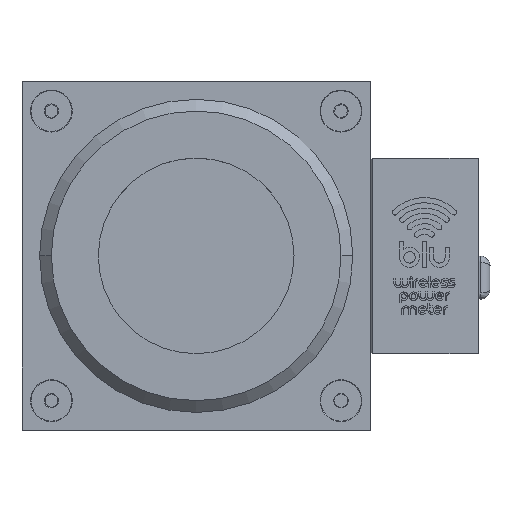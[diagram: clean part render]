
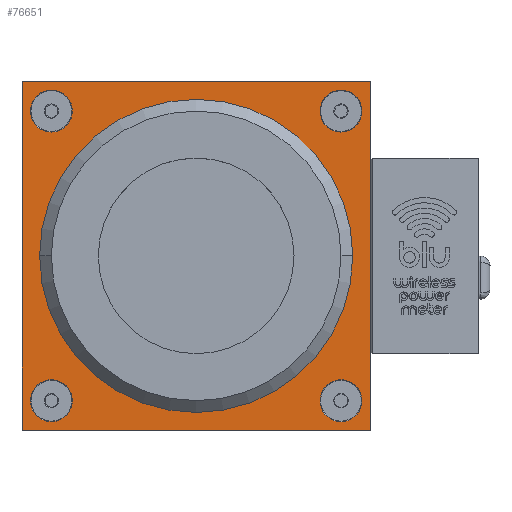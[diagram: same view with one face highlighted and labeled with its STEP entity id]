
A CAD part, top view. The second image highlights one B-rep face of the part: STEP entity #76651.
In plain terms, the highlighted planar face has unit normal (0, 0, 1).
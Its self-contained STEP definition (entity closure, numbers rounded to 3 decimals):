
#727 = EDGE_CURVE ( 'NONE', #92063, #56243, #61790, .T. ) ;
#1214 = ORIENTED_EDGE ( 'NONE', *, *, #40512, .F. ) ;
#1573 = VERTEX_POINT ( 'NONE', #50998 ) ;
#1725 = DIRECTION ( 'NONE',  ( 0., 0., 1. ) ) ;
#2721 = CARTESIAN_POINT ( 'NONE',  ( -33.31, -16.61, 106.55 ) ) ;
#2845 = CARTESIAN_POINT ( 'NONE',  ( -40.81, 64.89, 106.55 ) ) ;
#3232 = CARTESIAN_POINT ( 'NONE',  ( 46.037, 57.39, 106.55 ) ) ;
#3258 = EDGE_CURVE ( 'NONE', #15633, #8828, #23760, .T. ) ;
#3492 = EDGE_LOOP ( 'NONE', ( #1214, #7233 ) ) ;
#4349 = CIRCLE ( 'NONE', #87174, 40. ) ;
#5896 = EDGE_CURVE ( 'NONE', #19093, #26017, #18958, .T. ) ;
#6765 = ORIENTED_EDGE ( 'NONE', *, *, #44023, .T. ) ;
#7233 = ORIENTED_EDGE ( 'NONE', *, *, #45689, .F. ) ;
#8828 = VERTEX_POINT ( 'NONE', #43431 ) ;
#9522 = CARTESIAN_POINT ( 'NONE',  ( 48.19, -24.11, 106.55 ) ) ;
#10191 = DIRECTION ( 'NONE',  ( 1., 0., 0. ) ) ;
#11744 = CARTESIAN_POINT ( 'NONE',  ( 40.69, 57.39, 106.55 ) ) ;
#11850 = VERTEX_POINT ( 'NONE', #81001 ) ;
#12215 = VERTEX_POINT ( 'NONE', #91419 ) ;
#13011 = DIRECTION ( 'NONE',  ( 1., 0., 0. ) ) ;
#14053 = CARTESIAN_POINT ( 'NONE',  ( 43.69, 20.39, 106.55 ) ) ;
#14602 = CARTESIAN_POINT ( 'NONE',  ( 40.69, -16.61, 106.55 ) ) ;
#14788 = CARTESIAN_POINT ( 'NONE',  ( -40.81, -24.11, 106.55 ) ) ;
#15633 = VERTEX_POINT ( 'NONE', #3232 ) ;
#15930 = CARTESIAN_POINT ( 'NONE',  ( -33.31, -16.61, 106.55 ) ) ;
#16251 = CARTESIAN_POINT ( 'NONE',  ( 48.19, 64.89, 106.55 ) ) ;
#16451 = DIRECTION ( 'NONE',  ( 0., 0., 1. ) ) ;
#16601 = EDGE_CURVE ( 'NONE', #8828, #15633, #91977, .T. ) ;
#16695 = AXIS2_PLACEMENT_3D ( 'NONE', #23190, #68689, #38229 ) ;
#16770 = DIRECTION ( 'NONE',  ( 0., 0., 1. ) ) ;
#18067 = LINE ( 'NONE', #24784, #22805 ) ;
#18888 = CIRCLE ( 'NONE', #35707, 5.347 ) ;
#18958 = CIRCLE ( 'NONE', #56368, 40. ) ;
#19093 = VERTEX_POINT ( 'NONE', #14053 ) ;
#20491 = DIRECTION ( 'NONE',  ( 0., 1., 0. ) ) ;
#20835 = DIRECTION ( 'NONE',  ( 0., -1., 0. ) ) ;
#22805 = VECTOR ( 'NONE', #68696, 1000. ) ;
#22900 = EDGE_LOOP ( 'NONE', ( #32540, #92605 ) ) ;
#23190 = CARTESIAN_POINT ( 'NONE',  ( 40.69, -16.61, 106.55 ) ) ;
#23453 = VECTOR ( 'NONE', #20835, 1000. ) ;
#23760 = CIRCLE ( 'NONE', #68716, 5.347 ) ;
#24784 = CARTESIAN_POINT ( 'NONE',  ( -40.81, -24.11, 106.55 ) ) ;
#24945 = DIRECTION ( 'NONE',  ( 0., 0., 1. ) ) ;
#25403 = FACE_BOUND ( 'NONE', #45946, .T. ) ;
#26017 = VERTEX_POINT ( 'NONE', #46630 ) ;
#27731 = FACE_BOUND ( 'NONE', #3492, .T. ) ;
#28662 = CARTESIAN_POINT ( 'NONE',  ( -40.81, 64.89, 106.55 ) ) ;
#29146 = CARTESIAN_POINT ( 'NONE',  ( -40.81, -24.11, 106.55 ) ) ;
#31217 = EDGE_CURVE ( 'NONE', #12215, #58254, #87860, .T. ) ;
#31807 = DIRECTION ( 'NONE',  ( 1., 0., 0. ) ) ;
#32435 = FACE_BOUND ( 'NONE', #22900, .T. ) ;
#32540 = ORIENTED_EDGE ( 'NONE', *, *, #37955, .F. ) ;
#33096 = AXIS2_PLACEMENT_3D ( 'NONE', #84774, #1725, #39622 ) ;
#33262 = AXIS2_PLACEMENT_3D ( 'NONE', #61356, #16451, #31807 ) ;
#33419 = DIRECTION ( 'NONE',  ( 0., 0., 1. ) ) ;
#34286 = EDGE_CURVE ( 'NONE', #65826, #80884, #57774, .T. ) ;
#35707 = AXIS2_PLACEMENT_3D ( 'NONE', #14602, #83306, #75117 ) ;
#37040 = CARTESIAN_POINT ( 'NONE',  ( -38.657, 57.39, 106.55 ) ) ;
#37146 = FACE_BOUND ( 'NONE', #42155, .T. ) ;
#37345 = DIRECTION ( 'NONE',  ( 0., 0., 1. ) ) ;
#37803 = ORIENTED_EDGE ( 'NONE', *, *, #87481, .T. ) ;
#37955 = EDGE_CURVE ( 'NONE', #26017, #19093, #4349, .T. ) ;
#38229 = DIRECTION ( 'NONE',  ( 1., 0., 0. ) ) ;
#38261 = EDGE_CURVE ( 'NONE', #56243, #92063, #89798, .T. ) ;
#38323 = PLANE ( 'NONE',  #50864 ) ;
#39622 = DIRECTION ( 'NONE',  ( 1., 0., 0. ) ) ;
#40512 = EDGE_CURVE ( 'NONE', #11850, #1573, #72218, .T. ) ;
#40904 = DIRECTION ( 'NONE',  ( 1., 0., 0. ) ) ;
#42155 = EDGE_LOOP ( 'NONE', ( #91051, #90791 ) ) ;
#42156 = DIRECTION ( 'NONE',  ( 1., 0., 0. ) ) ;
#43328 = LINE ( 'NONE', #28662, #23453 ) ;
#43431 = CARTESIAN_POINT ( 'NONE',  ( 35.343, 57.39, 106.55 ) ) ;
#43460 = EDGE_LOOP ( 'NONE', ( #95985, #6765, #37803, #93787 ) ) ;
#44023 = EDGE_CURVE ( 'NONE', #86736, #85172, #18067, .T. ) ;
#44196 = CARTESIAN_POINT ( 'NONE',  ( 46.037, -16.61, 106.55 ) ) ;
#44831 = VECTOR ( 'NONE', #73672, 1000. ) ;
#45689 = EDGE_CURVE ( 'NONE', #1573, #11850, #63367, .T. ) ;
#45946 = EDGE_LOOP ( 'NONE', ( #61861, #77157 ) ) ;
#46345 = DIRECTION ( 'NONE',  ( 1., 0., 0. ) ) ;
#46630 = CARTESIAN_POINT ( 'NONE',  ( -36.31, 20.39, 106.55 ) ) ;
#47194 = CARTESIAN_POINT ( 'NONE',  ( -33.31, 57.39, 106.55 ) ) ;
#50264 = CARTESIAN_POINT ( 'NONE',  ( 48.19, 64.89, 106.55 ) ) ;
#50864 = AXIS2_PLACEMENT_3D ( 'NONE', #14788, #37345, #60031 ) ;
#50998 = CARTESIAN_POINT ( 'NONE',  ( -38.657, -16.61, 106.55 ) ) ;
#55741 = EDGE_CURVE ( 'NONE', #58254, #12215, #18888, .T. ) ;
#55883 = CARTESIAN_POINT ( 'NONE',  ( -27.963, 57.39, 106.55 ) ) ;
#56243 = VERTEX_POINT ( 'NONE', #37040 ) ;
#56368 = AXIS2_PLACEMENT_3D ( 'NONE', #86305, #56565, #13011 ) ;
#56565 = DIRECTION ( 'NONE',  ( 0., 0., 1. ) ) ;
#57109 = FACE_OUTER_BOUND ( 'NONE', #43460, .T. ) ;
#57696 = CARTESIAN_POINT ( 'NONE',  ( -40.81, 64.89, 106.55 ) ) ;
#57774 = LINE ( 'NONE', #57696, #44831 ) ;
#58254 = VERTEX_POINT ( 'NONE', #44196 ) ;
#60031 = DIRECTION ( 'NONE',  ( 1., 0., 0. ) ) ;
#60477 = VECTOR ( 'NONE', #20491, 1000. ) ;
#60590 = ORIENTED_EDGE ( 'NONE', *, *, #727, .F. ) ;
#61356 = CARTESIAN_POINT ( 'NONE',  ( -33.31, 57.39, 106.55 ) ) ;
#61790 = CIRCLE ( 'NONE', #92882, 5.347 ) ;
#61861 = ORIENTED_EDGE ( 'NONE', *, *, #3258, .F. ) ;
#62318 = CARTESIAN_POINT ( 'NONE',  ( 3.69, 20.39, 106.55 ) ) ;
#63367 = CIRCLE ( 'NONE', #88056, 5.347 ) ;
#64521 = DIRECTION ( 'NONE',  ( 0., 0., 1. ) ) ;
#65826 = VERTEX_POINT ( 'NONE', #16251 ) ;
#68689 = DIRECTION ( 'NONE',  ( 0., 0., 1. ) ) ;
#68696 = DIRECTION ( 'NONE',  ( 1., 0., 0. ) ) ;
#68716 = AXIS2_PLACEMENT_3D ( 'NONE', #11744, #64521, #42156 ) ;
#71123 = AXIS2_PLACEMENT_3D ( 'NONE', #15930, #75796, #46345 ) ;
#72218 = CIRCLE ( 'NONE', #71123, 5.347 ) ;
#73672 = DIRECTION ( 'NONE',  ( -1., 0., 0. ) ) ;
#75117 = DIRECTION ( 'NONE',  ( 1., 0., 0. ) ) ;
#75796 = DIRECTION ( 'NONE',  ( 0., 0., 1. ) ) ;
#76651 = ADVANCED_FACE ( 'NONE', ( #57109, #27731, #37146, #25403, #76955, #32435 ), #38323, .T. ) ;
#76657 = DIRECTION ( 'NONE',  ( 1., 0., 0. ) ) ;
#76955 = FACE_BOUND ( 'NONE', #78667, .T. ) ;
#77157 = ORIENTED_EDGE ( 'NONE', *, *, #16601, .F. ) ;
#77927 = LINE ( 'NONE', #50264, #60477 ) ;
#78667 = EDGE_LOOP ( 'NONE', ( #60590, #92587 ) ) ;
#80884 = VERTEX_POINT ( 'NONE', #2845 ) ;
#81001 = CARTESIAN_POINT ( 'NONE',  ( -27.963, -16.61, 106.55 ) ) ;
#83306 = DIRECTION ( 'NONE',  ( 0., 0., 1. ) ) ;
#84774 = CARTESIAN_POINT ( 'NONE',  ( 40.69, 57.39, 106.55 ) ) ;
#85172 = VERTEX_POINT ( 'NONE', #9522 ) ;
#86305 = CARTESIAN_POINT ( 'NONE',  ( 3.69, 20.39, 106.55 ) ) ;
#86736 = VERTEX_POINT ( 'NONE', #29146 ) ;
#87174 = AXIS2_PLACEMENT_3D ( 'NONE', #62318, #33419, #40904 ) ;
#87481 = EDGE_CURVE ( 'NONE', #85172, #65826, #77927, .T. ) ;
#87860 = CIRCLE ( 'NONE', #16695, 5.347 ) ;
#88056 = AXIS2_PLACEMENT_3D ( 'NONE', #2721, #24945, #10191 ) ;
#89798 = CIRCLE ( 'NONE', #33262, 5.347 ) ;
#90791 = ORIENTED_EDGE ( 'NONE', *, *, #31217, .F. ) ;
#91051 = ORIENTED_EDGE ( 'NONE', *, *, #55741, .F. ) ;
#91419 = CARTESIAN_POINT ( 'NONE',  ( 35.343, -16.61, 106.55 ) ) ;
#91977 = CIRCLE ( 'NONE', #33096, 5.347 ) ;
#92063 = VERTEX_POINT ( 'NONE', #55883 ) ;
#92587 = ORIENTED_EDGE ( 'NONE', *, *, #38261, .F. ) ;
#92605 = ORIENTED_EDGE ( 'NONE', *, *, #5896, .F. ) ;
#92882 = AXIS2_PLACEMENT_3D ( 'NONE', #47194, #16770, #76657 ) ;
#93324 = EDGE_CURVE ( 'NONE', #80884, #86736, #43328, .T. ) ;
#93787 = ORIENTED_EDGE ( 'NONE', *, *, #34286, .T. ) ;
#95985 = ORIENTED_EDGE ( 'NONE', *, *, #93324, .T. ) ;
